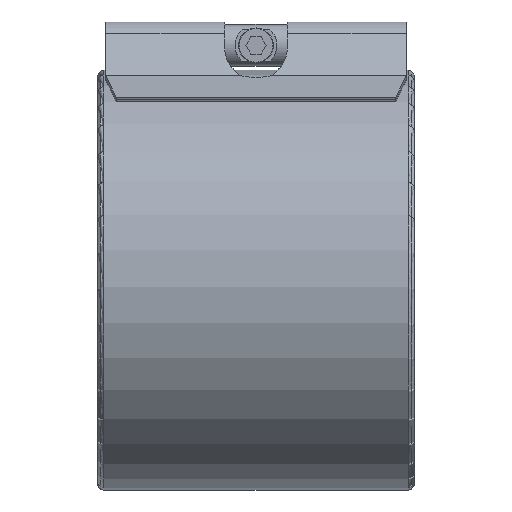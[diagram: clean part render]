
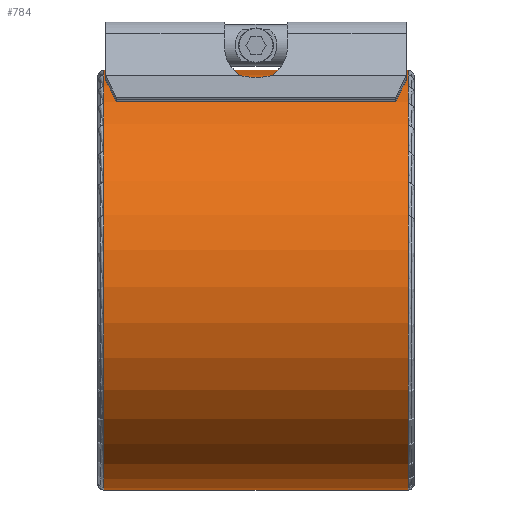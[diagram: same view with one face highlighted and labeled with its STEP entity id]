
A CAD part, front view. The second image highlights one B-rep face of the part: STEP entity #784.
In plain terms, the highlighted cylindrical face has radius 60 mm (diameter 120 mm), a partial arc.
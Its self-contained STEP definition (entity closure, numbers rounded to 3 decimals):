
#137=ELLIPSE('',#2533,120.,60.);
#138=ELLIPSE('',#2535,120.,60.);
#207=FACE_OUTER_BOUND('',#1070,.T.);
#384=LINE('',#3833,#574);
#385=LINE('',#3837,#575);
#574=VECTOR('',#3051,1.);
#575=VECTOR('',#3054,1.);
#693=CYLINDRICAL_SURFACE('',#2536,60.);
#784=ADVANCED_FACE('',(#207),#693,.T.);
#1070=EDGE_LOOP('',(#1524,#1525,#1526,#1527,#1528,#1529));
#1524=ORIENTED_EDGE('',*,*,#2185,.F.);
#1525=ORIENTED_EDGE('',*,*,#2186,.T.);
#1526=ORIENTED_EDGE('',*,*,#2182,.F.);
#1527=ORIENTED_EDGE('',*,*,#2187,.T.);
#1528=ORIENTED_EDGE('',*,*,#2188,.T.);
#1529=ORIENTED_EDGE('',*,*,#2189,.F.);
#1914=VERTEX_POINT('',#3807);
#1915=VERTEX_POINT('',#3808);
#1916=VERTEX_POINT('',#3834);
#1917=VERTEX_POINT('',#3835);
#1918=VERTEX_POINT('',#3838);
#1919=VERTEX_POINT('',#3840);
#2182=EDGE_CURVE('',#1914,#1915,#2349,.T.);
#2185=EDGE_CURVE('',#1916,#1917,#384,.T.);
#2186=EDGE_CURVE('',#1916,#1915,#137,.T.);
#2187=EDGE_CURVE('',#1914,#1918,#385,.T.);
#2188=EDGE_CURVE('',#1918,#1919,#2351,.T.);
#2189=EDGE_CURVE('',#1917,#1919,#138,.T.);
#2349=CIRCLE('',#2530,60.);
#2351=CIRCLE('',#2534,60.);
#2530=AXIS2_PLACEMENT_3D('',#3806,#3045,#3046);
#2533=AXIS2_PLACEMENT_3D('',#3836,#3052,#3053);
#2534=AXIS2_PLACEMENT_3D('',#3839,#3055,#3056);
#2535=AXIS2_PLACEMENT_3D('',#3841,#3057,#3058);
#2536=AXIS2_PLACEMENT_3D('',#3842,#3059,#3060);
#3045=DIRECTION('',(-1.,0.,0.));
#3046=DIRECTION('',(0.,0.,1.));
#3051=DIRECTION('',(1.,0.,0.));
#3052=DIRECTION('',(0.5,-0.866,0.));
#3053=DIRECTION('',(-0.866,-0.5,0.));
#3054=DIRECTION('',(1.,0.,0.));
#3055=DIRECTION('',(-1.,0.,0.));
#3056=DIRECTION('',(0.,0.,1.));
#3057=DIRECTION('',(0.5,0.866,0.));
#3058=DIRECTION('',(-0.866,0.5,0.));
#3059=DIRECTION('',(-1.,0.,0.));
#3060=DIRECTION('',(0.,0.,1.));
#3806=CARTESIAN_POINT('',(-43.45,0.,0.));
#3807=CARTESIAN_POINT('',(-43.45,10.236,59.12));
#3808=CARTESIAN_POINT('',(-43.45,-2.425,59.951));
#3833=CARTESIAN_POINT('',(-43.45,0.,60.));
#3834=CARTESIAN_POINT('',(-39.25,0.,60.));
#3835=CARTESIAN_POINT('',(39.25,0.,60.));
#3836=CARTESIAN_POINT('',(-39.25,0.,0.));
#3837=CARTESIAN_POINT('',(-43.45,10.236,59.12));
#3838=CARTESIAN_POINT('',(43.45,10.236,59.12));
#3839=CARTESIAN_POINT('',(43.45,0.,0.));
#3840=CARTESIAN_POINT('',(43.45,-2.425,59.951));
#3841=CARTESIAN_POINT('',(39.25,0.,0.));
#3842=CARTESIAN_POINT('',(0.,0.,0.));
